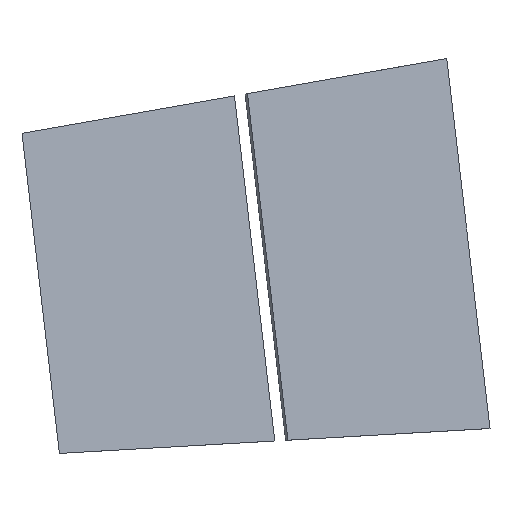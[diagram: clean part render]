
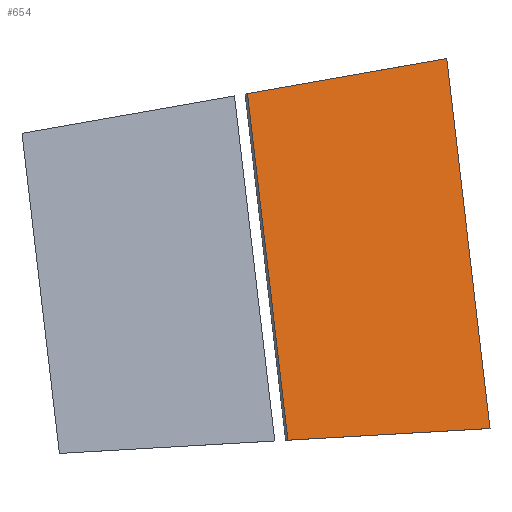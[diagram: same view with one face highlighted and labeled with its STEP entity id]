
A CAD part, top view. The second image highlights one B-rep face of the part: STEP entity #654.
In plain terms, the highlighted planar face has unit normal (0.229, 0.027, 0.973).
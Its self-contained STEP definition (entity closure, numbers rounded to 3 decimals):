
#383 = PLANE('',#384);
#384 = AXIS2_PLACEMENT_3D('',#385,#386,#387);
#385 = CARTESIAN_POINT('',(4.407,-24.996,0.));
#386 = DIRECTION('',(0.174,-0.985,0.));
#387 = DIRECTION('',(0.,0.,-1.));
#409 = PLANE('',#410);
#410 = AXIS2_PLACEMENT_3D('',#411,#412,#413);
#411 = CARTESIAN_POINT('',(9027.479,1050.72,
    5153.641));
#412 = DIRECTION('',(-0.967,-0.113,0.23));
#413 = DIRECTION('',(-0.232,0.,-0.973));
#435 = PLANE('',#436);
#436 = AXIS2_PLACEMENT_3D('',#437,#438,#439);
#437 = CARTESIAN_POINT('',(-0.964,16.547,0.));
#438 = DIRECTION('',(0.058,-0.998,0.));
#439 = DIRECTION('',(0.,0.,-1.));
#459 = PLANE('',#460);
#460 = AXIS2_PLACEMENT_3D('',#461,#462,#463);
#461 = CARTESIAN_POINT('',(1479.559,177.376,
    -10996.864));
#462 = DIRECTION('',(0.888,0.104,-0.448));
#463 = DIRECTION('',(-0.451,0.,-0.893
    ));
#474 = VERTEX_POINT('',#475);
#475 = CARTESIAN_POINT('',(9705.443,1685.559,
    5639.201));
#494 = EDGE_CURVE('',#474,#495,#497,.T.);
#495 = VERTEX_POINT('',#496);
#496 = CARTESIAN_POINT('',(9114.972,1581.443,
    5780.918));
#497 = SURFACE_CURVE('',#498,(#502,#508),.PCURVE_S1.);
#498 = LINE('',#499,#500);
#499 = CARTESIAN_POINT('',(-1890.797,-359.172,
    8422.377));
#500 = VECTOR('',#501,1.);
#501 = DIRECTION('',(-0.958,-0.169,0.23));
#502 = PCURVE('',#383,#503);
#503 = DEFINITIONAL_REPRESENTATION('',(#504),#507);
#504 = B_SPLINE_CURVE_WITH_KNOTS('',1,(#505,#506),.UNSPECIFIED.,.F.,.F.,
  (2,2),(-12256.976,-10652.763),
  .PIECEWISE_BEZIER_KNOTS.);
#505 = CARTESIAN_POINT('',(-5602.996,10003.867));
#506 = CARTESIAN_POINT('',(-5972.001,8442.671));
#507 = ( GEOMETRIC_REPRESENTATION_CONTEXT(2) 
PARAMETRIC_REPRESENTATION_CONTEXT() REPRESENTATION_CONTEXT('2D SPACE',''
  ) );
#508 = PCURVE('',#509,#514);
#509 = PLANE('',#510);
#510 = AXIS2_PLACEMENT_3D('',#511,#512,#513);
#511 = CARTESIAN_POINT('',(-5603.514,-650.517,
    9303.468));
#512 = DIRECTION('',(0.229,0.027,0.973));
#513 = DIRECTION('',(0.973,0.,-0.229)
  );
#514 = DEFINITIONAL_REPRESENTATION('',(#515),#518);
#515 = B_SPLINE_CURVE_WITH_KNOTS('',1,(#516,#517),.UNSPECIFIED.,.F.,.F.,
  (2,2),(-12256.976,-10652.763),
  .PIECEWISE_BEZIER_KNOTS.);
#516 = CARTESIAN_POINT('',(15896.388,2363.52));
#517 = CARTESIAN_POINT('',(14315.264,2092.324));
#518 = ( GEOMETRIC_REPRESENTATION_CONTEXT(2) 
PARAMETRIC_REPRESENTATION_CONTEXT() REPRESENTATION_CONTEXT('2D SPACE',''
  ) );
#544 = EDGE_CURVE('',#474,#545,#547,.T.);
#545 = VERTEX_POINT('',#546);
#546 = CARTESIAN_POINT('',(9833.572,589.343,
    5639.201));
#547 = SURFACE_CURVE('',#548,(#552,#558),.PCURVE_S1.);
#548 = LINE('',#549,#550);
#549 = CARTESIAN_POINT('',(9768.483,1146.212,
    5639.201));
#550 = VECTOR('',#551,1.);
#551 = DIRECTION('',(0.116,-0.993,0.)
  );
#552 = PCURVE('',#459,#553);
#553 = DEFINITIONAL_REPRESENTATION('',(#554),#557);
#554 = B_SPLINE_CURVE_WITH_KNOTS('',1,(#555,#556),.UNSPECIFIED.,.F.,.F.,
  (2,2),(-659.475,689.589),.PIECEWISE_BEZIER_KNOTS.);
#555 = CARTESIAN_POINT('',(-18551.897,1632.666));
#556 = CARTESIAN_POINT('',(-18622.503,285.45));
#557 = ( GEOMETRIC_REPRESENTATION_CONTEXT(2) 
PARAMETRIC_REPRESENTATION_CONTEXT() REPRESENTATION_CONTEXT('2D SPACE',''
  ) );
#558 = PCURVE('',#509,#559);
#559 = DEFINITIONAL_REPRESENTATION('',(#560),#563);
#560 = B_SPLINE_CURVE_WITH_KNOTS('',1,(#561,#562),.UNSPECIFIED.,.F.,.F.,
  (2,2),(-659.475,689.589),.PIECEWISE_BEZIER_KNOTS.);
#561 = CARTESIAN_POINT('',(15728.094,2452.622));
#562 = CARTESIAN_POINT('',(15880.552,1112.2));
#563 = ( GEOMETRIC_REPRESENTATION_CONTEXT(2) 
PARAMETRIC_REPRESENTATION_CONTEXT() REPRESENTATION_CONTEXT('2D SPACE',''
  ) );
#589 = VERTEX_POINT('',#590);
#590 = CARTESIAN_POINT('',(9235.007,554.48,
    5780.918));
#611 = EDGE_CURVE('',#545,#589,#612,.T.);
#612 = SURFACE_CURVE('',#613,(#617,#623),.PCURVE_S1.);
#613 = LINE('',#614,#615);
#614 = CARTESIAN_POINT('',(-1922.365,-95.362,
    8422.549));
#615 = VECTOR('',#616,1.);
#616 = DIRECTION('',(-0.972,-0.057,0.23)
  );
#617 = PCURVE('',#435,#618);
#618 = DEFINITIONAL_REPRESENTATION('',(#619),#622);
#619 = B_SPLINE_CURVE_WITH_KNOTS('',1,(#620,#621),.UNSPECIFIED.,.F.,.F.,
  (2,2),(-12257.725,-10653.512),
  .PIECEWISE_BEZIER_KNOTS.);
#620 = CARTESIAN_POINT('',(-5602.996,10004.38));
#621 = CARTESIAN_POINT('',(-5972.001,8443.184));
#622 = ( GEOMETRIC_REPRESENTATION_CONTEXT(2) 
PARAMETRIC_REPRESENTATION_CONTEXT() REPRESENTATION_CONTEXT('2D SPACE',''
  ) );
#623 = PCURVE('',#509,#624);
#624 = DEFINITIONAL_REPRESENTATION('',(#625),#628);
#625 = B_SPLINE_CURVE_WITH_KNOTS('',1,(#626,#627),.UNSPECIFIED.,.F.,.F.,
  (2,2),(-12257.725,-10653.512),
  .PIECEWISE_BEZIER_KNOTS.);
#626 = CARTESIAN_POINT('',(16023.128,1249.213));
#627 = CARTESIAN_POINT('',(14421.487,1158.405));
#628 = ( GEOMETRIC_REPRESENTATION_CONTEXT(2) 
PARAMETRIC_REPRESENTATION_CONTEXT() REPRESENTATION_CONTEXT('2D SPACE',''
  ) );
#636 = EDGE_CURVE('',#495,#589,#637,.T.);
#637 = SURFACE_CURVE('',#638,(#642,#648),.PCURVE_S1.);
#638 = LINE('',#639,#640);
#639 = CARTESIAN_POINT('',(9174.477,1072.342,
    5780.918));
#640 = VECTOR('',#641,1.);
#641 = DIRECTION('',(0.116,-0.993,0.)
  );
#642 = PCURVE('',#409,#643);
#643 = DEFINITIONAL_REPRESENTATION('',(#644),#647);
#644 = B_SPLINE_CURVE_WITH_KNOTS('',1,(#645,#646),.UNSPECIFIED.,.F.,.F.,
  (2,2),(-638.893,653.403),.PIECEWISE_BEZIER_KNOTS.);
#645 = CARTESIAN_POINT('',(-627.068,-660.423));
#646 = CARTESIAN_POINT('',(-661.855,631.404));
#647 = ( GEOMETRIC_REPRESENTATION_CONTEXT(2) 
PARAMETRIC_REPRESENTATION_CONTEXT() REPRESENTATION_CONTEXT('2D SPACE',''
  ) );
#648 = PCURVE('',#509,#649);
#649 = DEFINITIONAL_REPRESENTATION('',(#650),#653);
#650 = B_SPLINE_CURVE_WITH_KNOTS('',1,(#651,#652),.UNSPECIFIED.,.F.,.F.,
  (2,2),(-638.893,653.403),.PIECEWISE_BEZIER_KNOTS.);
#651 = CARTESIAN_POINT('',(15119.746,2358.275));
#652 = CARTESIAN_POINT('',(15265.788,1074.259));
#653 = ( GEOMETRIC_REPRESENTATION_CONTEXT(2) 
PARAMETRIC_REPRESENTATION_CONTEXT() REPRESENTATION_CONTEXT('2D SPACE',''
  ) );
#654 = ADVANCED_FACE('',(#655),#509,.T.);
#655 = FACE_BOUND('',#656,.T.);
#656 = EDGE_LOOP('',(#657,#658,#659,#660));
#657 = ORIENTED_EDGE('',*,*,#544,.F.);
#658 = ORIENTED_EDGE('',*,*,#494,.T.);
#659 = ORIENTED_EDGE('',*,*,#636,.T.);
#660 = ORIENTED_EDGE('',*,*,#611,.F.);
